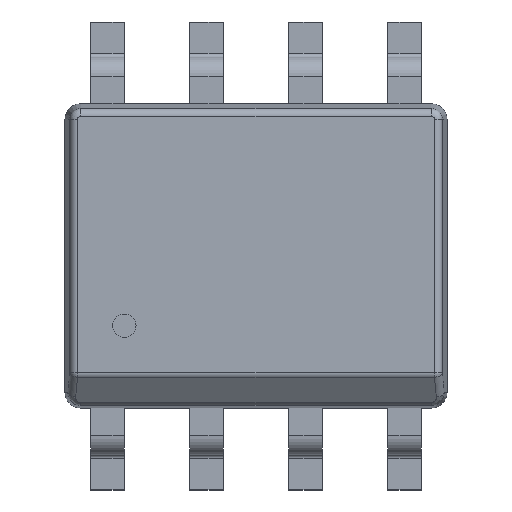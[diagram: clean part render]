
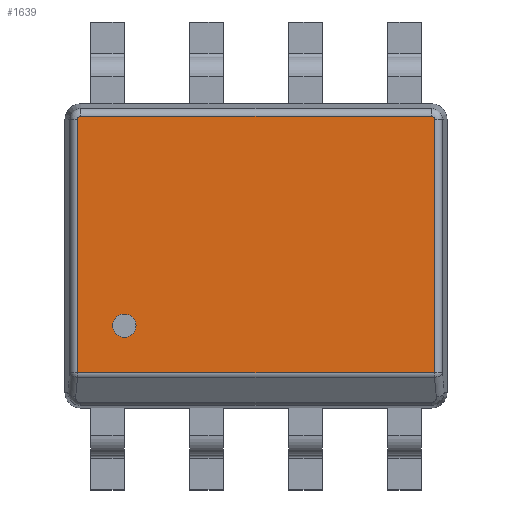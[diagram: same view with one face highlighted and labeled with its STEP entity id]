
A CAD part, top view. The second image highlights one B-rep face of the part: STEP entity #1639.
In plain terms, the highlighted planar face has unit normal (0, 0, 1).
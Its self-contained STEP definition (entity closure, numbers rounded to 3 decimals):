
#134 = DIRECTION ( 'NONE',  ( 0., 0., 1. ) ) ;
#266 = EDGE_CURVE ( 'NONE', #8592, #4173, #3073, .T. ) ;
#345 = DIRECTION ( 'NONE',  ( 1., 0., 0. ) ) ;
#615 = DIRECTION ( 'NONE',  ( 1., 0., 0. ) ) ;
#649 = DIRECTION ( 'NONE',  ( 1., 0., 0. ) ) ;
#732 = CARTESIAN_POINT ( 'NONE',  ( 2.288, 1.75, 0.7 ) ) ;
#773 = ORIENTED_EDGE ( 'NONE', *, *, #266, .T. ) ;
#831 = CIRCLE ( 'NONE', #2401, 0.038 ) ;
#1062 = VECTOR ( 'NONE', #4469, 1000. ) ;
#1204 = DIRECTION ( 'NONE',  ( -1., 0., 0. ) ) ;
#1390 = CARTESIAN_POINT ( 'NONE',  ( -2.25, -1.497, 0.7 ) ) ;
#1540 = VERTEX_POINT ( 'NONE', #4771 ) ;
#1639 = ADVANCED_FACE ( 'NONE', ( #4098, #5877 ), #9637, .T. ) ;
#1752 = ORIENTED_EDGE ( 'NONE', *, *, #9586, .T. ) ;
#1783 = CARTESIAN_POINT ( 'NONE',  ( 2.25, 1.788, 0.7 ) ) ;
#1845 = CARTESIAN_POINT ( 'NONE',  ( 2.25, 1.75, 0.7 ) ) ;
#1978 = AXIS2_PLACEMENT_3D ( 'NONE', #4664, #134, #5431 ) ;
#2002 = VERTEX_POINT ( 'NONE', #6602 ) ;
#2308 = ORIENTED_EDGE ( 'NONE', *, *, #5217, .T. ) ;
#2390 = EDGE_CURVE ( 'NONE', #1540, #4761, #2934, .T. ) ;
#2401 = AXIS2_PLACEMENT_3D ( 'NONE', #9702, #5154, #649 ) ;
#2409 = CARTESIAN_POINT ( 'NONE',  ( -1.838, -0.897, 0.7 ) ) ;
#2598 = DIRECTION ( 'NONE',  ( 1., 0., 0. ) ) ;
#2601 = VECTOR ( 'NONE', #615, 1000. ) ;
#2711 = ORIENTED_EDGE ( 'NONE', *, *, #8232, .F. ) ;
#2856 = CIRCLE ( 'NONE', #3915, 0.15 ) ;
#2886 = CARTESIAN_POINT ( 'NONE',  ( -2.288, -1.497, 0.7 ) ) ;
#2934 = LINE ( 'NONE', #5337, #6675 ) ;
#3073 = LINE ( 'NONE', #732, #1062 ) ;
#3206 = CIRCLE ( 'NONE', #8708, 0.038 ) ;
#3218 = CIRCLE ( 'NONE', #1978, 0.15 ) ;
#3915 = AXIS2_PLACEMENT_3D ( 'NONE', #8623, #4102, #9397 ) ;
#4098 = FACE_BOUND ( 'NONE', #5732, .T. ) ;
#4102 = DIRECTION ( 'NONE',  ( 0., 0., 1. ) ) ;
#4173 = VERTEX_POINT ( 'NONE', #5288 ) ;
#4325 = AXIS2_PLACEMENT_3D ( 'NONE', #9496, #8182, #345 ) ;
#4469 = DIRECTION ( 'NONE',  ( 0., 1., 0. ) ) ;
#4594 = LINE ( 'NONE', #1390, #2601 ) ;
#4633 = EDGE_CURVE ( 'NONE', #4996, #2002, #8254, .T. ) ;
#4664 = CARTESIAN_POINT ( 'NONE',  ( -1.688, -0.897, 0.7 ) ) ;
#4761 = VERTEX_POINT ( 'NONE', #2886 ) ;
#4771 = CARTESIAN_POINT ( 'NONE',  ( -2.288, 1.75, 0.7 ) ) ;
#4996 = VERTEX_POINT ( 'NONE', #1783 ) ;
#5017 = CARTESIAN_POINT ( 'NONE',  ( -1.538, -0.897, 0.7 ) ) ;
#5063 = ORIENTED_EDGE ( 'NONE', *, *, #5214, .T. ) ;
#5154 = DIRECTION ( 'NONE',  ( 0., 0., 1. ) ) ;
#5214 = EDGE_CURVE ( 'NONE', #4761, #8592, #4594, .T. ) ;
#5217 = EDGE_CURVE ( 'NONE', #2002, #1540, #831, .T. ) ;
#5288 = CARTESIAN_POINT ( 'NONE',  ( 2.288, 1.75, 0.7 ) ) ;
#5337 = CARTESIAN_POINT ( 'NONE',  ( -2.288, -1.532, 0.7 ) ) ;
#5431 = DIRECTION ( 'NONE',  ( 1., 0., 0. ) ) ;
#5456 = CARTESIAN_POINT ( 'NONE',  ( 2.288, -1.497, 0.7 ) ) ;
#5590 = ORIENTED_EDGE ( 'NONE', *, *, #4633, .T. ) ;
#5732 = EDGE_LOOP ( 'NONE', ( #8412, #2711 ) ) ;
#5877 = FACE_OUTER_BOUND ( 'NONE', #7828, .T. ) ;
#6014 = VECTOR ( 'NONE', #1204, 1000. ) ;
#6072 = DIRECTION ( 'NONE',  ( 0., -1., 0. ) ) ;
#6432 = CARTESIAN_POINT ( 'NONE',  ( -2.25, 1.788, 0.7 ) ) ;
#6602 = CARTESIAN_POINT ( 'NONE',  ( -2.25, 1.788, 0.7 ) ) ;
#6675 = VECTOR ( 'NONE', #6072, 1000. ) ;
#7078 = DIRECTION ( 'NONE',  ( 0., 0., 1. ) ) ;
#7733 = VERTEX_POINT ( 'NONE', #2409 ) ;
#7736 = EDGE_CURVE ( 'NONE', #8909, #7733, #3218, .T. ) ;
#7828 = EDGE_LOOP ( 'NONE', ( #8148, #5063, #773, #1752, #5590, #2308 ) ) ;
#8148 = ORIENTED_EDGE ( 'NONE', *, *, #2390, .T. ) ;
#8182 = DIRECTION ( 'NONE',  ( 0., 0., 1. ) ) ;
#8232 = EDGE_CURVE ( 'NONE', #7733, #8909, #2856, .T. ) ;
#8254 = LINE ( 'NONE', #6432, #6014 ) ;
#8412 = ORIENTED_EDGE ( 'NONE', *, *, #7736, .F. ) ;
#8592 = VERTEX_POINT ( 'NONE', #5456 ) ;
#8623 = CARTESIAN_POINT ( 'NONE',  ( -1.688, -0.897, 0.7 ) ) ;
#8708 = AXIS2_PLACEMENT_3D ( 'NONE', #1845, #7078, #2598 ) ;
#8909 = VERTEX_POINT ( 'NONE', #5017 ) ;
#9397 = DIRECTION ( 'NONE',  ( 1., 0., 0. ) ) ;
#9496 = CARTESIAN_POINT ( 'NONE',  ( -2.25, -1.75, 0.7 ) ) ;
#9586 = EDGE_CURVE ( 'NONE', #4173, #4996, #3206, .T. ) ;
#9637 = PLANE ( 'NONE',  #4325 ) ;
#9702 = CARTESIAN_POINT ( 'NONE',  ( -2.25, 1.75, 0.7 ) ) ;
